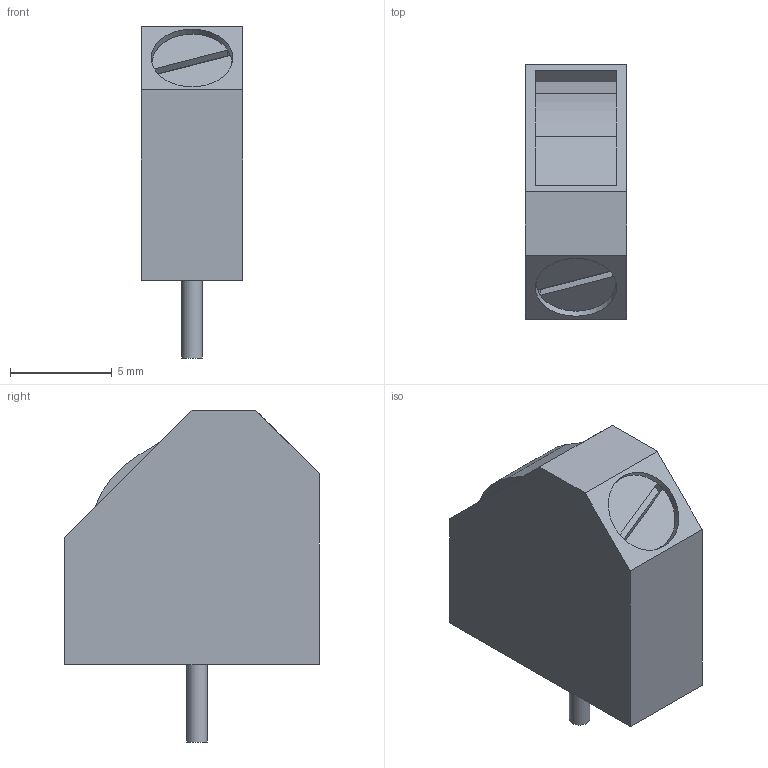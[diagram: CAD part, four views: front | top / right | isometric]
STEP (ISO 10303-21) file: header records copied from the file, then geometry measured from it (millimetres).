
FILE_DESCRIPTION(('STEP AP214'), '1');
FILE_NAME('栖闉罻', '2015-07-13T19:25:58', ('UNSPECIFIED'), ('UNSPECIFIED'), 'ASCON STEP Converter 1.3', 'ASCON Math Kernel', '');
FILE_SCHEMA(('AUTOMOTIVE_DESIGN { 1 0 10303 214 3 1 1}'));
Length unit declared in the file: millimetre
Assembly tree (1 placements, depth 2):
  (unnamed)
    (unnamed)
Bounding box: 5 x 12.5 x 16.3 mm (x, y, z)
Volume: 572.1 mm3; surface area: 672.6 mm2
Topology: 1 solids, 1 shells, 39 faces, 85 edges, 50 vertices
Faces by surface type: plane 34, cylinder 5
Full cylindrical faces by diameter (mm): 1 x1, 3.9 x1, 4 x1
Entity records: 1430 total; most frequent: DIRECTION 180, CARTESIAN_POINT 173, ORIENTED_EDGE 164, EDGE_CURVE 82, LINE 66, VECTOR 66, AXIS2_PLACEMENT_3D 57, VERTEX_POINT 50
